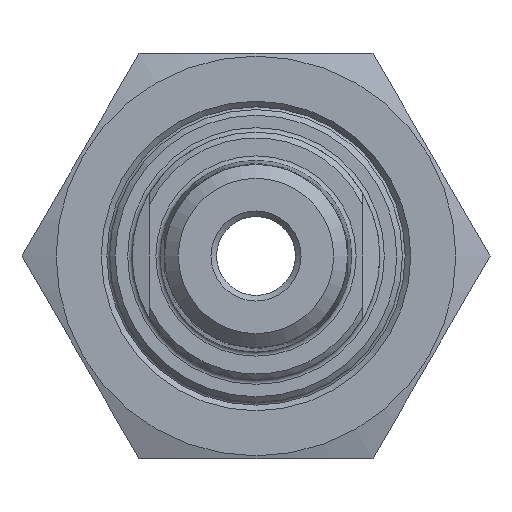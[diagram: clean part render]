
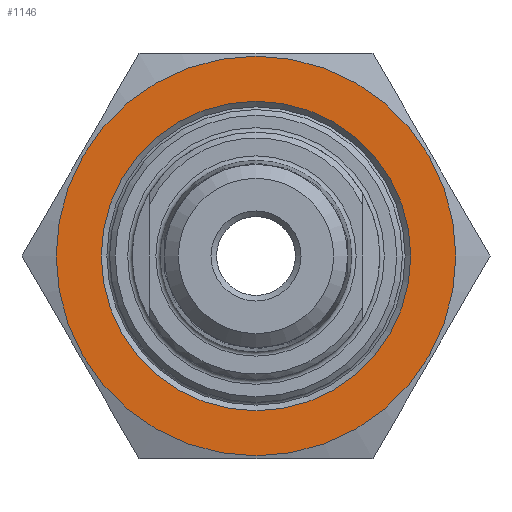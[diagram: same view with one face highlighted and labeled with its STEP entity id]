
A CAD part, left-side view. The second image highlights one B-rep face of the part: STEP entity #1146.
In plain terms, the highlighted planar face has unit normal (-1, 0, 0).
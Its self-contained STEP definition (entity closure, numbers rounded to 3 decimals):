
#56=FACE_BOUND('',#195,.T.);
#85=PLANE('',#1302);
#119=FACE_OUTER_BOUND('',#194,.T.);
#194=EDGE_LOOP('',(#820));
#195=EDGE_LOOP('',(#821));
#394=CIRCLE('',#1285,17.75);
#399=CIRCLE('',#1297,13.75);
#497=VERTEX_POINT('',#1916);
#503=VERTEX_POINT('',#1947);
#610=EDGE_CURVE('',#497,#497,#394,.T.);
#623=EDGE_CURVE('',#503,#503,#399,.T.);
#820=ORIENTED_EDGE('',*,*,#610,.T.);
#821=ORIENTED_EDGE('',*,*,#623,.F.);
#1146=ADVANCED_FACE('',(#119,#56),#85,.F.);
#1285=AXIS2_PLACEMENT_3D('',#1918,#1471,#1472);
#1297=AXIS2_PLACEMENT_3D('',#1948,#1501,#1502);
#1302=AXIS2_PLACEMENT_3D('',#1958,#1513,#1514);
#1471=DIRECTION('center_axis',(-1.,0.,0.));
#1472=DIRECTION('ref_axis',(0.,1.,0.));
#1501=DIRECTION('center_axis',(-1.,0.,0.));
#1502=DIRECTION('ref_axis',(0.,-1.,0.));
#1513=DIRECTION('center_axis',(1.,0.,0.));
#1514=DIRECTION('ref_axis',(0.,0.,-1.));
#1916=CARTESIAN_POINT('',(-7.75,-17.75,0.));
#1918=CARTESIAN_POINT('Origin',(-7.75,0.,0.));
#1947=CARTESIAN_POINT('',(-7.75,13.75,0.));
#1948=CARTESIAN_POINT('Origin',(-7.75,0.,0.));
#1958=CARTESIAN_POINT('Origin',(-7.75,0.,0.));
